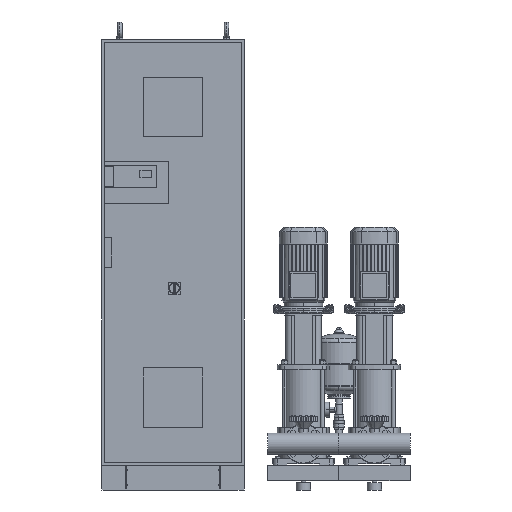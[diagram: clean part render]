
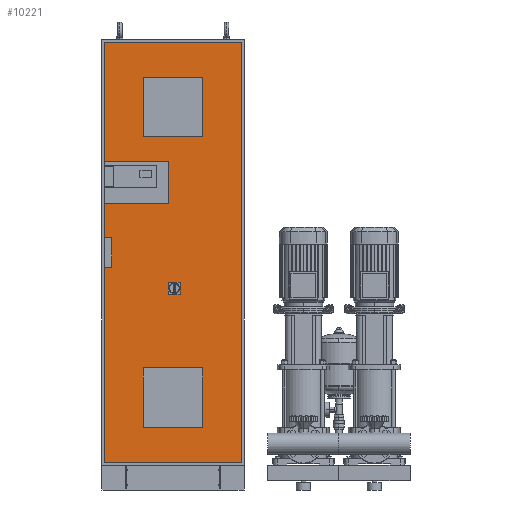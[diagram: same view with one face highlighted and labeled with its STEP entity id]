
A CAD part, front view. The second image highlights one B-rep face of the part: STEP entity #10221.
In plain terms, the highlighted planar face has unit normal (0, -1, 0).
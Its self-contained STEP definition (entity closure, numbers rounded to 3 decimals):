
#9339=CARTESIAN_POINT('',(-658.,-237.5,940.0));
#9340=VERTEX_POINT('',#9339);
#9347=CARTESIAN_POINT('',(-658.,-237.5,1065.0));
#9348=VERTEX_POINT('',#9347);
#9349=CARTESIAN_POINT('',(-658.,-237.5,1065.0));
#9350=DIRECTION('',(0.0,0.0,-1.0));
#9351=VECTOR('',#9350,125.0);
#9352=LINE('',#9349,#9351);
#9353=EDGE_CURVE('',#9348,#9340,#9352,.T.);
#9377=CARTESIAN_POINT('',(-688.,-237.5,940.0));
#9378=VERTEX_POINT('',#9377);
#9385=CARTESIAN_POINT('',(-658.,-237.5,940.0));
#9386=DIRECTION('',(-1.0,0.0,0.0));
#9387=VECTOR('',#9386,30.);
#9388=LINE('',#9385,#9387);
#9389=EDGE_CURVE('',#9340,#9378,#9388,.T.);
#9408=CARTESIAN_POINT('',(-688.0,-237.5,1065.0));
#9409=VERTEX_POINT('',#9408);
#9416=CARTESIAN_POINT('',(-688.,-237.5,940.0));
#9417=DIRECTION('',(0.0,0.0,1.0));
#9418=VECTOR('',#9417,125.0);
#9419=LINE('',#9416,#9418);
#9420=EDGE_CURVE('',#9378,#9409,#9419,.T.);
#9438=CARTESIAN_POINT('',(-688.0,-237.5,1065.0));
#9439=DIRECTION('',(1.0,0.0,0.0));
#9440=VECTOR('',#9439,30.);
#9441=LINE('',#9438,#9440);
#9442=EDGE_CURVE('',#9409,#9348,#9441,.T.);
#9505=CARTESIAN_POINT('',(-690.,-237.5,1210.0));
#9506=VERTEX_POINT('',#9505);
#9523=CARTESIAN_POINT('',(-690.,-237.5,115.0));
#9524=VERTEX_POINT('',#9523);
#9531=CARTESIAN_POINT('',(-690.,-237.5,115.0));
#9532=DIRECTION('',(0.0,0.0,1.0));
#9533=VECTOR('',#9532,1095.0);
#9534=LINE('',#9531,#9533);
#9535=EDGE_CURVE('',#9524,#9506,#9534,.T.);
#9553=CARTESIAN_POINT('',(-420.,-237.5,1385.0));
#9554=VERTEX_POINT('',#9553);
#9561=CARTESIAN_POINT('',(-690.,-237.5,1385.0));
#9562=VERTEX_POINT('',#9561);
#9563=CARTESIAN_POINT('',(-690.,-237.5,1385.0));
#9564=DIRECTION('',(1.0,0.0,0.0));
#9565=VECTOR('',#9564,270.0);
#9566=LINE('',#9563,#9565);
#9567=EDGE_CURVE('',#9562,#9554,#9566,.T.);
#9600=CARTESIAN_POINT('',(-420.,-237.5,1210.0));
#9601=VERTEX_POINT('',#9600);
#9608=CARTESIAN_POINT('',(-420.,-237.5,1385.0));
#9609=DIRECTION('',(0.0,0.0,-1.0));
#9610=VECTOR('',#9609,175.0);
#9611=LINE('',#9608,#9610);
#9612=EDGE_CURVE('',#9554,#9601,#9611,.T.);
#9637=CARTESIAN_POINT('',(-420.,-237.5,1210.0));
#9638=DIRECTION('',(-1.0,0.0,0.0));
#9639=VECTOR('',#9638,270.0);
#9640=LINE('',#9637,#9639);
#9641=EDGE_CURVE('',#9601,#9506,#9640,.T.);
#9680=CARTESIAN_POINT('',(-275.0,-237.5,1740.0));
#9681=VERTEX_POINT('',#9680);
#9688=CARTESIAN_POINT('',(-525.0,-237.5,1740.0));
#9689=VERTEX_POINT('',#9688);
#9690=CARTESIAN_POINT('',(-525.0,-237.5,1740.0));
#9691=DIRECTION('',(1.0,0.0,0.0));
#9692=VECTOR('',#9691,250.0);
#9693=LINE('',#9690,#9692);
#9694=EDGE_CURVE('',#9689,#9681,#9693,.T.);
#9718=CARTESIAN_POINT('',(-275.,-237.5,1490.0));
#9719=VERTEX_POINT('',#9718);
#9726=CARTESIAN_POINT('',(-275.0,-237.5,1740.0));
#9727=DIRECTION('',(0.0,0.0,-1.0));
#9728=VECTOR('',#9727,250.0);
#9729=LINE('',#9726,#9728);
#9730=EDGE_CURVE('',#9681,#9719,#9729,.T.);
#9749=CARTESIAN_POINT('',(-525.0,-237.5,1490.0));
#9750=VERTEX_POINT('',#9749);
#9757=CARTESIAN_POINT('',(-275.,-237.5,1490.0));
#9758=DIRECTION('',(-1.0,0.0,0.0));
#9759=VECTOR('',#9758,250.);
#9760=LINE('',#9757,#9759);
#9761=EDGE_CURVE('',#9719,#9750,#9760,.T.);
#9779=CARTESIAN_POINT('',(-525.0,-237.5,1490.0));
#9780=DIRECTION('',(0.0,0.0,1.0));
#9781=VECTOR('',#9780,250.0);
#9782=LINE('',#9779,#9781);
#9783=EDGE_CURVE('',#9750,#9689,#9782,.T.);
#9816=CARTESIAN_POINT('',(-275.,-237.5,265.0));
#9817=VERTEX_POINT('',#9816);
#9824=CARTESIAN_POINT('',(-275.,-237.5,515.0));
#9825=VERTEX_POINT('',#9824);
#9826=CARTESIAN_POINT('',(-275.,-237.5,515.0));
#9827=DIRECTION('',(0.0,0.0,-1.0));
#9828=VECTOR('',#9827,250.0);
#9829=LINE('',#9826,#9828);
#9830=EDGE_CURVE('',#9825,#9817,#9829,.T.);
#9854=CARTESIAN_POINT('',(-525.,-237.5,265.0));
#9855=VERTEX_POINT('',#9854);
#9862=CARTESIAN_POINT('',(-275.,-237.5,265.0));
#9863=DIRECTION('',(-1.0,0.0,0.0));
#9864=VECTOR('',#9863,250.);
#9865=LINE('',#9862,#9864);
#9866=EDGE_CURVE('',#9817,#9855,#9865,.T.);
#9885=CARTESIAN_POINT('',(-525.,-237.5,515.0));
#9886=VERTEX_POINT('',#9885);
#9893=CARTESIAN_POINT('',(-525.,-237.5,265.0));
#9894=DIRECTION('',(0.0,0.0,1.0));
#9895=VECTOR('',#9894,250.0);
#9896=LINE('',#9893,#9895);
#9897=EDGE_CURVE('',#9855,#9886,#9896,.T.);
#9915=CARTESIAN_POINT('',(-525.,-237.5,515.0));
#9916=DIRECTION('',(1.0,0.0,0.0));
#9917=VECTOR('',#9916,250.);
#9918=LINE('',#9915,#9917);
#9919=EDGE_CURVE('',#9886,#9825,#9918,.T.);
#10078=CARTESIAN_POINT('',(-110.,-237.5,1890.0));
#10079=VERTEX_POINT('',#10078);
#10080=CARTESIAN_POINT('',(-110.0,-237.5,115.0));
#10081=VERTEX_POINT('',#10080);
#10082=CARTESIAN_POINT('',(-110.,-237.5,1890.0));
#10083=DIRECTION('',(0.0,0.0,-1.0));
#10084=VECTOR('',#10083,1775.0);
#10085=LINE('',#10082,#10084);
#10086=EDGE_CURVE('',#10079,#10081,#10085,.T.);
#10118=CARTESIAN_POINT('',(-110.0,-237.5,115.0));
#10119=DIRECTION('',(-1.0,0.0,0.0));
#10120=VECTOR('',#10119,580.);
#10121=LINE('',#10118,#10120);
#10122=EDGE_CURVE('',#10081,#9524,#10121,.T.);
#10141=CARTESIAN_POINT('',(-690.,-237.5,1890.0));
#10142=VERTEX_POINT('',#10141);
#10143=CARTESIAN_POINT('',(-690.,-237.5,1385.0));
#10144=DIRECTION('',(0.0,0.0,1.0));
#10145=VECTOR('',#10144,505.0);
#10146=LINE('',#10143,#10145);
#10147=EDGE_CURVE('',#9562,#10142,#10146,.T.);
#10171=CARTESIAN_POINT('',(-690.,-237.5,1890.0));
#10172=DIRECTION('',(1.0,0.0,0.0));
#10173=VECTOR('',#10172,580.);
#10174=LINE('',#10171,#10173);
#10175=EDGE_CURVE('',#10142,#10079,#10174,.T.);
#10188=CARTESIAN_POINT('',(-400.0,-237.5,1002.5));
#10189=DIRECTION('',(0.0,1.0,0.0));
#10190=DIRECTION('',(0.0,0.0,1.0));
#10191=AXIS2_PLACEMENT_3D('',#10188,#10189,#10190);
#10192=PLANE('',#10191);
#10193=ORIENTED_EDGE('',*,*,#9641,.T.);
#10194=ORIENTED_EDGE('',*,*,#9535,.F.);
#10195=ORIENTED_EDGE('',*,*,#10122,.F.);
#10196=ORIENTED_EDGE('',*,*,#10086,.F.);
#10197=ORIENTED_EDGE('',*,*,#10175,.F.);
#10198=ORIENTED_EDGE('',*,*,#10147,.F.);
#10199=ORIENTED_EDGE('',*,*,#9567,.T.);
#10200=ORIENTED_EDGE('',*,*,#9612,.T.);
#10201=EDGE_LOOP('',(#10193,#10194,#10195,#10196,#10197,#10198,#10199,#10200));
#10202=FACE_OUTER_BOUND('',#10201,.T.);
#10203=ORIENTED_EDGE('',*,*,#9353,.T.);
#10204=ORIENTED_EDGE('',*,*,#9389,.T.);
#10205=ORIENTED_EDGE('',*,*,#9420,.T.);
#10206=ORIENTED_EDGE('',*,*,#9442,.T.);
#10207=EDGE_LOOP('',(#10203,#10204,#10205,#10206));
#10208=FACE_BOUND('',#10207,.T.);
#10209=ORIENTED_EDGE('',*,*,#9694,.T.);
#10210=ORIENTED_EDGE('',*,*,#9730,.T.);
#10211=ORIENTED_EDGE('',*,*,#9761,.T.);
#10212=ORIENTED_EDGE('',*,*,#9783,.T.);
#10213=EDGE_LOOP('',(#10209,#10210,#10211,#10212));
#10214=FACE_BOUND('',#10213,.T.);
#10215=ORIENTED_EDGE('',*,*,#9830,.T.);
#10216=ORIENTED_EDGE('',*,*,#9866,.T.);
#10217=ORIENTED_EDGE('',*,*,#9897,.T.);
#10218=ORIENTED_EDGE('',*,*,#9919,.T.);
#10219=EDGE_LOOP('',(#10215,#10216,#10217,#10218));
#10220=FACE_BOUND('',#10219,.T.);
#10221=ADVANCED_FACE('',(#10202,#10208,#10214,#10220),#10192,.F.);
